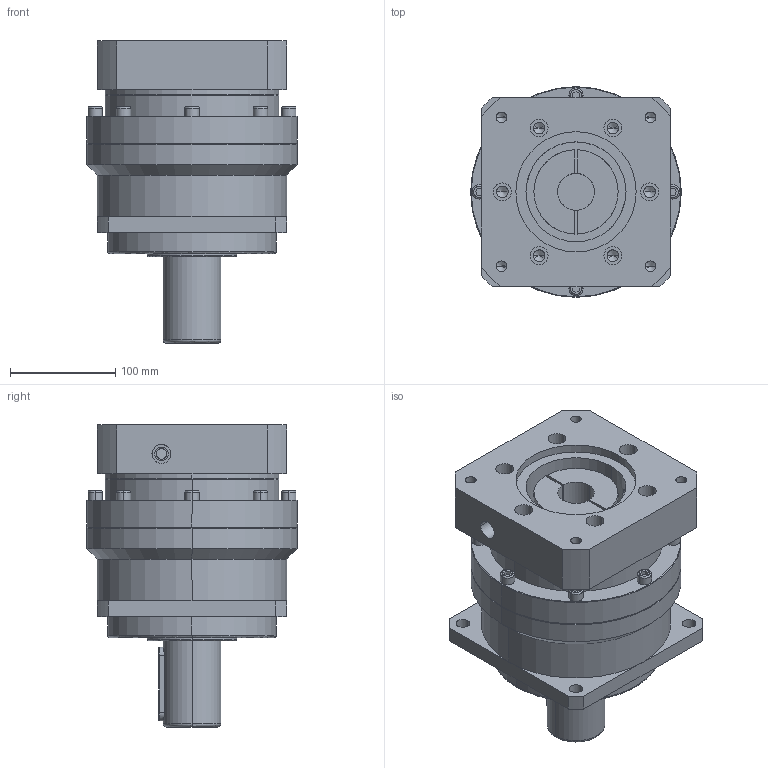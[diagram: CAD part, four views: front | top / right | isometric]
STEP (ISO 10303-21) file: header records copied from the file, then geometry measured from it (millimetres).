
FILE_DESCRIPTION (( 'STEP AP214' ), '1' );
FILE_NAME ('PB180-L1-耳35-耳114.3-耳200M12.STEP', '2023-08-19T00:55:39', ( 'admin' ), ( '' ), 'SwSTEP 2.0', 'SolidWorks 2013', '' );
FILE_SCHEMA (( 'AUTOMOTIVE_DESIGN' ));
Length unit declared in the file: millimetre
Products named in the file (1): PB180-L1-耳35-耳114.3-耳200M12
Bounding box: 200 x 200 x 287 mm (x, y, z)
Volume: 5428323.6 mm3; surface area: 302223.5 mm2
Topology: 1 solids, 1 shells, 285 faces, 676 edges, 415 vertices
Faces by surface type: cylinder 115, plane 107, cone 41, bspline 22
Entity records: 12083 total; most frequent: CARTESIAN_POINT 2370, DIRECTION 1404, ORIENTED_EDGE 1308, EDGE_CURVE 654, AXIS2_PLACEMENT_3D 523, VERTEX_POINT 415, LINE 358, VECTOR 358
